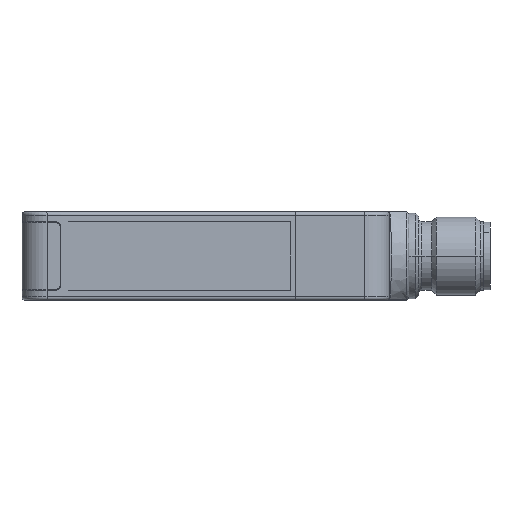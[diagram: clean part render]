
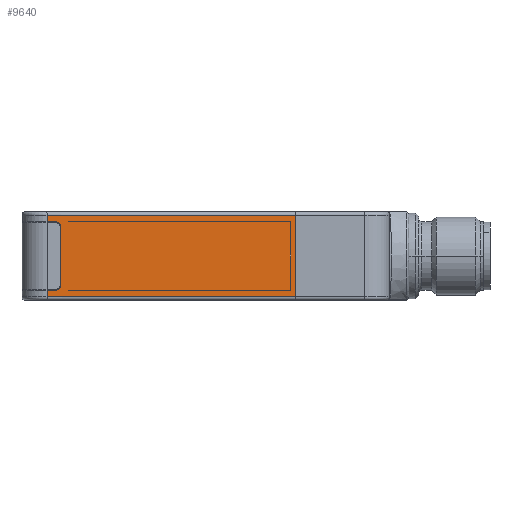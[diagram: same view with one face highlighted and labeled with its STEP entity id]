
A CAD part, left-side view. The second image highlights one B-rep face of the part: STEP entity #9640.
In plain terms, the highlighted planar face has unit normal (-1, -0.026, 0).
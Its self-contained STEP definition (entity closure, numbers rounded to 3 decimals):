
#933=DIRECTION('',(0.026,-1.,0.));
#934=VECTOR('',#933,1.152);
#935=CARTESIAN_POINT('',(-1.,12.952,-5.3));
#936=LINE('',#935,#934);
#940=DIRECTION('',(0.,0.,1.));
#941=VECTOR('',#940,8.6);
#942=CARTESIAN_POINT('',(-0.944,10.8,-4.3));
#943=LINE('',#942,#941);
#947=DIRECTION('',(0.026,-1.,0.));
#948=VECTOR('',#947,1.152);
#949=CARTESIAN_POINT('',(-1.,12.952,5.3));
#950=LINE('',#949,#948);
#954=DIRECTION('',(0.,0.,1.));
#955=VECTOR('',#954,1.);
#956=CARTESIAN_POINT('',(-1.,12.952,5.3));
#957=LINE('',#956,#955);
#961=DIRECTION('',(0.,0.,1.));
#962=VECTOR('',#961,1.);
#963=CARTESIAN_POINT('',(-1.,12.952,-6.3));
#964=LINE('',#963,#962);
#968=DIRECTION('',(0.,0.,1.));
#969=VECTOR('',#968,0.05);
#970=CARTESIAN_POINT('',(-0.915,9.7,5.25));
#971=LINE('',#970,#969);
#975=DIRECTION('',(0.026,-1.,0.));
#976=VECTOR('',#975,34.151);
#977=CARTESIAN_POINT('',(-0.915,9.7,5.25));
#978=LINE('',#977,#976);
#982=DIRECTION('',(0.,0.,-1.));
#983=VECTOR('',#982,10.5);
#984=CARTESIAN_POINT('',(-0.021,-24.439,5.25));
#985=LINE('',#984,#983);
#989=DIRECTION('',(-0.026,1.,0.));
#990=VECTOR('',#989,34.151);
#991=CARTESIAN_POINT('',(-0.021,-24.439,-5.25));
#992=LINE('',#991,#990);
#996=DIRECTION('',(0.,0.,1.));
#997=VECTOR('',#996,0.05);
#998=CARTESIAN_POINT('',(-0.915,9.7,-5.3));
#999=LINE('',#998,#997);
#1003=DIRECTION('',(-0.026,1.,0.));
#1004=VECTOR('',#1003,34.251);
#1005=CARTESIAN_POINT('',(-0.018,-24.539,-5.3));
#1006=LINE('',#1005,#1004);
#1010=DIRECTION('',(0.,0.,1.));
#1011=VECTOR('',#1010,10.6);
#1012=CARTESIAN_POINT('',(-0.018,-24.539,-5.3));
#1013=LINE('',#1012,#1011);
#1017=DIRECTION('',(-0.026,1.,0.));
#1018=VECTOR('',#1017,34.251);
#1019=CARTESIAN_POINT('',(-0.018,-24.539,5.3));
#1020=LINE('',#1019,#1018);
#1044=CARTESIAN_POINT('',(-0.944,10.8,-4.3));
#1045=CARTESIAN_POINT('',(-0.944,10.8,-4.383));
#1046=CARTESIAN_POINT('',(-0.944,10.82,
-4.53));
#1047=CARTESIAN_POINT('',(-0.946,10.906,
-4.778));
#1048=CARTESIAN_POINT('',(-0.951,11.079,
-5.021));
#1049=CARTESIAN_POINT('',(-0.957,11.322,
-5.194));
#1050=CARTESIAN_POINT('',(-0.964,11.57,
-5.28));
#1051=CARTESIAN_POINT('',(-0.968,11.717,-5.3));
#1052=CARTESIAN_POINT('',(-0.97,11.8,-5.3));
#1091=CARTESIAN_POINT('',(-0.97,11.8,5.3));
#1092=CARTESIAN_POINT('',(-0.968,11.717,5.3));
#1093=CARTESIAN_POINT('',(-0.964,11.57,
5.28));
#1094=CARTESIAN_POINT('',(-0.957,11.322,
5.194));
#1095=CARTESIAN_POINT('',(-0.951,11.079,
5.021));
#1096=CARTESIAN_POINT('',(-0.946,10.906,
4.778));
#1097=CARTESIAN_POINT('',(-0.944,10.82,
4.53));
#1098=CARTESIAN_POINT('',(-0.944,10.8,4.383));
#1099=CARTESIAN_POINT('',(-0.944,10.8,4.3));
#1263=DIRECTION('',(-0.026,1.,0.));
#1264=VECTOR('',#1263,38.202);
#1265=CARTESIAN_POINT('',(0.,-25.237,-6.3));
#1266=LINE('',#1265,#1264);
#2796=DIRECTION('',(0.026,-1.,0.));
#2797=VECTOR('',#2796,38.202);
#2798=CARTESIAN_POINT('',(-1.,12.952,6.3));
#2799=LINE('',#2798,#2797);
#2832=DIRECTION('',(0.,0.,1.));
#2833=VECTOR('',#2832,12.6);
#2834=CARTESIAN_POINT('',(0.,-25.237,-6.3));
#2835=LINE('',#2834,#2833);
#7758=VERTEX_POINT('',#1091);
#7759=VERTEX_POINT('',#1099);
#7760=VERTEX_POINT('',#1044);
#7761=VERTEX_POINT('',#1052);
#7782=CARTESIAN_POINT('',(0.,-25.237,6.3));
#7784=VERTEX_POINT('',#7782);
#7830=CARTESIAN_POINT('',(0.,-25.237,-6.3));
#7831=VERTEX_POINT('',#7830);
#7956=CARTESIAN_POINT('',(-1.,12.952,-6.3));
#7957=VERTEX_POINT('',#7956);
#7958=CARTESIAN_POINT('',(-1.,12.952,6.3));
#7959=VERTEX_POINT('',#7958);
#7962=CARTESIAN_POINT('',(-0.018,-24.539,5.3));
#7963=CARTESIAN_POINT('',(-0.915,9.7,5.3));
#7964=VERTEX_POINT('',#7962);
#7965=VERTEX_POINT('',#7963);
#7966=CARTESIAN_POINT('',(-0.018,-24.539,-5.3));
#7967=CARTESIAN_POINT('',(-0.915,9.7,-5.3));
#7968=VERTEX_POINT('',#7966);
#7969=VERTEX_POINT('',#7967);
#7970=CARTESIAN_POINT('',(-1.,12.952,-5.3));
#7971=VERTEX_POINT('',#7970);
#7972=CARTESIAN_POINT('',(-1.,12.952,5.3));
#7973=VERTEX_POINT('',#7972);
#8128=CARTESIAN_POINT('',(-0.021,-24.439,5.25));
#8129=CARTESIAN_POINT('',(-0.021,-24.439,-5.25));
#8130=VERTEX_POINT('',#8128);
#8131=VERTEX_POINT('',#8129);
#8132=CARTESIAN_POINT('',(-0.915,9.7,-5.25));
#8133=VERTEX_POINT('',#8132);
#8134=CARTESIAN_POINT('',(-0.915,9.7,5.25));
#8135=VERTEX_POINT('',#8134);
#9605=CARTESIAN_POINT('',(-1.,12.952,-6.8));
#9606=DIRECTION('',(-1.,-0.026,0.));
#9607=DIRECTION('',(0.026,-1.,0.));
#9608=AXIS2_PLACEMENT_3D('',#9605,#9606,#9607);
#9609=PLANE('',#9608);
#9610=ORIENTED_EDGE('',*,*,#9403,.T.);
#9612=ORIENTED_EDGE('',*,*,#9611,.F.);
#9614=ORIENTED_EDGE('',*,*,#9613,.T.);
#9616=ORIENTED_EDGE('',*,*,#9615,.F.);
#9617=ORIENTED_EDGE('',*,*,#9268,.F.);
#9619=ORIENTED_EDGE('',*,*,#9618,.T.);
#9621=ORIENTED_EDGE('',*,*,#9620,.T.);
#9623=ORIENTED_EDGE('',*,*,#9622,.F.);
#9625=ORIENTED_EDGE('',*,*,#9624,.T.);
#9627=ORIENTED_EDGE('',*,*,#9626,.T.);
#9628=EDGE_LOOP('',(#9610,#9612,#9614,#9616,#9617,#9619,#9621,#9623,#9625,
#9627));
#9629=FACE_OUTER_BOUND('',#9628,.F.);
#9630=ORIENTED_EDGE('',*,*,#9516,.F.);
#9631=ORIENTED_EDGE('',*,*,#9530,.T.);
#9632=ORIENTED_EDGE('',*,*,#9544,.T.);
#9633=ORIENTED_EDGE('',*,*,#9558,.T.);
#9634=ORIENTED_EDGE('',*,*,#9572,.F.);
#9635=ORIENTED_EDGE('',*,*,#9586,.F.);
#9636=ORIENTED_EDGE('',*,*,#9599,.T.);
#9637=ORIENTED_EDGE('',*,*,#9501,.T.);
#9638=EDGE_LOOP('',(#9630,#9631,#9632,#9633,#9634,#9635,#9636,#9637));
#9639=FACE_BOUND('',#9638,.F.);
#9640=ADVANCED_FACE('',(#9629,#9639),#9609,.T.);
#1053=B_SPLINE_CURVE_WITH_KNOTS('',3,(#1044,#1045,#1046,#1047,#1048,#1049,#1050,
#1051,#1052),.UNSPECIFIED.,.F.,.F.,(4,1,1,1,1,1,4),(0.,0.125,0.25,0.5,
0.75,0.875,1.),.UNSPECIFIED.);
#1100=B_SPLINE_CURVE_WITH_KNOTS('',3,(#1091,#1092,#1093,#1094,#1095,#1096,#1097,
#1098,#1099),.UNSPECIFIED.,.F.,.F.,(4,1,1,1,1,1,4),(0.,0.125,0.25,0.5,
0.75,0.875,1.),.UNSPECIFIED.);
#9268=EDGE_CURVE('',#7973,#7758,#950,.T.);
#9403=EDGE_CURVE('',#7971,#7761,#936,.T.);
#9501=EDGE_CURVE('',#7964,#7965,#1020,.T.);
#9516=EDGE_CURVE('',#8135,#7965,#971,.T.);
#9530=EDGE_CURVE('',#8135,#8130,#978,.T.);
#9544=EDGE_CURVE('',#8130,#8131,#985,.T.);
#9558=EDGE_CURVE('',#8131,#8133,#992,.T.);
#9572=EDGE_CURVE('',#7969,#8133,#999,.T.);
#9586=EDGE_CURVE('',#7968,#7969,#1006,.T.);
#9599=EDGE_CURVE('',#7968,#7964,#1013,.T.);
#9611=EDGE_CURVE('',#7760,#7761,#1053,.T.);
#9613=EDGE_CURVE('',#7760,#7759,#943,.T.);
#9615=EDGE_CURVE('',#7758,#7759,#1100,.T.);
#9618=EDGE_CURVE('',#7973,#7959,#957,.T.);
#9620=EDGE_CURVE('',#7959,#7784,#2799,.T.);
#9622=EDGE_CURVE('',#7831,#7784,#2835,.T.);
#9624=EDGE_CURVE('',#7831,#7957,#1266,.T.);
#9626=EDGE_CURVE('',#7957,#7971,#964,.T.);
